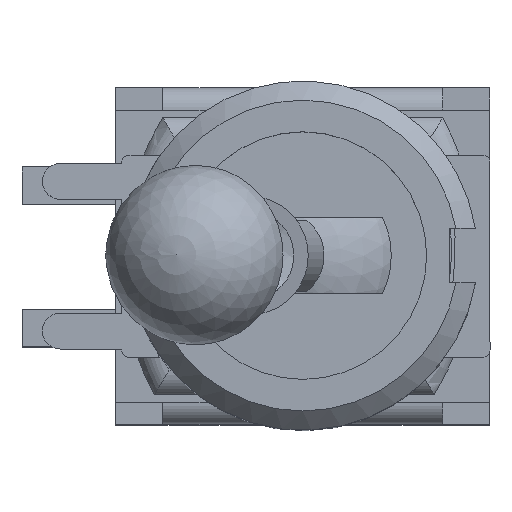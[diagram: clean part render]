
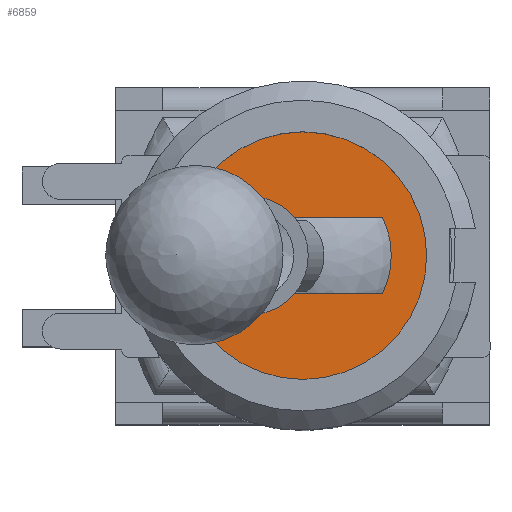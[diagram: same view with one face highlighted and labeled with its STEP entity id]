
A CAD part, top view. The second image highlights one B-rep face of the part: STEP entity #6859.
In plain terms, the highlighted planar face has unit normal (0, 0, 1).
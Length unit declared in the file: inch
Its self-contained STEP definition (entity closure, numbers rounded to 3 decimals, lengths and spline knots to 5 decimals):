
#35=FACE_BOUND('',#963,.T.);
#326=CIRCLE('',#7423,0.11811);
#328=CIRCLE('',#7426,0.11811);
#329=CIRCLE('',#7428,0.16535);
#562=FACE_OUTER_BOUND('',#962,.T.);
#962=EDGE_LOOP('',(#5248));
#963=EDGE_LOOP('',(#5249,#5250,#5251,#5252));
#1496=LINE('',#10656,#2282);
#1501=LINE('',#10669,#2287);
#2282=VECTOR('',#8660,0.3937);
#2287=VECTOR('',#8669,0.3937);
#3057=VERTEX_POINT('',#10653);
#3058=VERTEX_POINT('',#10655);
#3063=VERTEX_POINT('',#10666);
#3064=VERTEX_POINT('',#10668);
#3066=VERTEX_POINT('',#10680);
#3858=EDGE_CURVE('',#3058,#3057,#1496,.T.);
#3864=EDGE_CURVE('',#3064,#3063,#1501,.T.);
#3868=EDGE_CURVE('',#3057,#3064,#326,.T.);
#3870=EDGE_CURVE('',#3063,#3058,#328,.T.);
#3871=EDGE_CURVE('',#3066,#3066,#329,.T.);
#5248=ORIENTED_EDGE('',*,*,#3871,.F.);
#5249=ORIENTED_EDGE('',*,*,#3868,.T.);
#5250=ORIENTED_EDGE('',*,*,#3864,.T.);
#5251=ORIENTED_EDGE('',*,*,#3870,.T.);
#5252=ORIENTED_EDGE('',*,*,#3858,.T.);
#6489=PLANE('',#7427);
#6859=ADVANCED_FACE('',(#562,#35),#6489,.F.);
#7423=AXIS2_PLACEMENT_3D('',#10675,#8676,#8677);
#7426=AXIS2_PLACEMENT_3D('',#10678,#8682,#8683);
#7427=AXIS2_PLACEMENT_3D('',#10679,#8684,#8685);
#7428=AXIS2_PLACEMENT_3D('',#10681,#8686,#8687);
#8660=DIRECTION('',(1.,0.,0.));
#8669=DIRECTION('',(-1.,0.,0.));
#8676=DIRECTION('center_axis',(0.,0.,
-1.));
#8677=DIRECTION('ref_axis',(0.901,-0.433,0.));
#8682=DIRECTION('center_axis',(0.,0.,
-1.));
#8683=DIRECTION('ref_axis',(-0.901,0.433,0.));
#8684=DIRECTION('center_axis',(0.,0.,
-1.));
#8685=DIRECTION('ref_axis',(1.,0.,0.));
#8686=DIRECTION('center_axis',(0.,0.,
-1.));
#8687=DIRECTION('ref_axis',(1.,0.,0.));
#10653=CARTESIAN_POINT('',(0.10644,0.05118,0.76299));
#10655=CARTESIAN_POINT('',(-0.10644,0.05118,0.76299));
#10656=CARTESIAN_POINT('',(0.05322,0.05118,0.76299));
#10666=CARTESIAN_POINT('',(-0.10644,-0.05118,0.76299));
#10668=CARTESIAN_POINT('',(0.10644,-0.05118,0.76299));
#10669=CARTESIAN_POINT('',(-0.05322,-0.05118,0.76299));
#10675=CARTESIAN_POINT('Origin',(0.,0.,
0.76299));
#10678=CARTESIAN_POINT('Origin',(0.,0.,
0.76299));
#10679=CARTESIAN_POINT('Origin',(0.,0.,
0.76299));
#10680=CARTESIAN_POINT('',(-0.16535,0.,0.76299));
#10681=CARTESIAN_POINT('Origin',(0.,0.,
0.76299));
